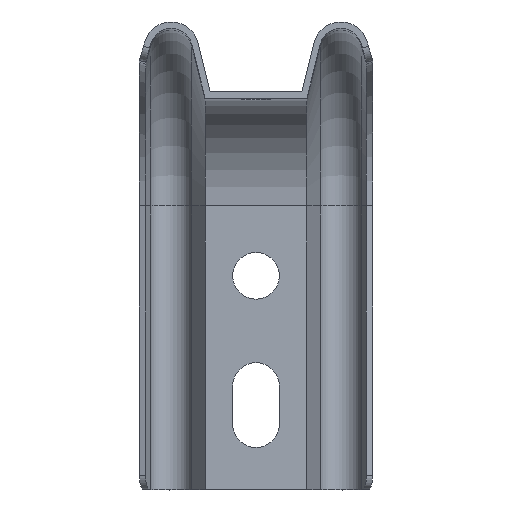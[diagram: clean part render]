
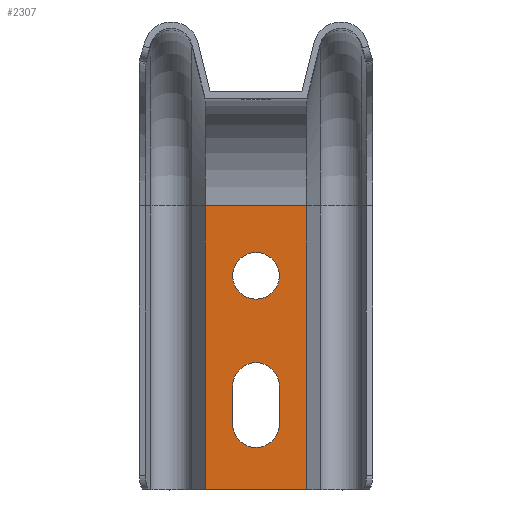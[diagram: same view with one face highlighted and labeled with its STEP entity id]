
A CAD part, top view. The second image highlights one B-rep face of the part: STEP entity #2307.
In plain terms, the highlighted planar face has unit normal (0, 0, 1).
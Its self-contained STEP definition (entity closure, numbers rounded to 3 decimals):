
#2 = ORIENTED_EDGE ( 'NONE', *, *, #1493, .F. ) ;
#31 = LINE ( 'NONE', #352, #87 ) ;
#33 = EDGE_CURVE ( 'NONE', #1952, #1245, #2059, .T. ) ;
#50 = ORIENTED_EDGE ( 'NONE', *, *, #1073, .F. ) ;
#69 = VECTOR ( 'NONE', #910, 1000. ) ;
#73 = DIRECTION ( 'NONE',  ( 0., 0., 1. ) ) ;
#87 = VECTOR ( 'NONE', #529, 1000. ) ;
#121 = CARTESIAN_POINT ( 'NONE',  ( -5.5, -76.5, -227. ) ) ;
#135 = DIRECTION ( 'NONE',  ( 0., 0., 1. ) ) ;
#144 = AXIS2_PLACEMENT_3D ( 'NONE', #1110, #73, #1289 ) ;
#157 = AXIS2_PLACEMENT_3D ( 'NONE', #1182, #135, #1356 ) ;
#199 = CARTESIAN_POINT ( 'NONE',  ( -12., -25., -227. ) ) ;
#314 = EDGE_CURVE ( 'NONE', #1737, #1952, #718, .T. ) ;
#337 = DIRECTION ( 'NONE',  ( 1., 0., 0. ) ) ;
#352 = CARTESIAN_POINT ( 'NONE',  ( 12., -25., -227. ) ) ;
#442 = DIRECTION ( 'NONE',  ( 0., 1., 0. ) ) ;
#456 = ORIENTED_EDGE ( 'NONE', *, *, #849, .F. ) ;
#512 = ORIENTED_EDGE ( 'NONE', *, *, #2304, .T. ) ;
#514 = CARTESIAN_POINT ( 'NONE',  ( 12., -92., -227. ) ) ;
#529 = DIRECTION ( 'NONE',  ( 0., -1., 0. ) ) ;
#552 = EDGE_LOOP ( 'NONE', ( #875 ) ) ;
#654 = CIRCLE ( 'NONE', #144, 5.5 ) ;
#682 = VERTEX_POINT ( 'NONE', #817 ) ;
#718 = LINE ( 'NONE', #1863, #2143 ) ;
#731 = DIRECTION ( 'NONE',  ( 0., 0., -1. ) ) ;
#733 = DIRECTION ( 'NONE',  ( 0., 0., -1. ) ) ;
#817 = CARTESIAN_POINT ( 'NONE',  ( -5.5, -76.5, -227. ) ) ;
#830 = VERTEX_POINT ( 'NONE', #2091 ) ;
#844 = AXIS2_PLACEMENT_3D ( 'NONE', #1424, #733, #1982 ) ;
#849 = EDGE_CURVE ( 'NONE', #1245, #682, #1825, .T. ) ;
#875 = ORIENTED_EDGE ( 'NONE', *, *, #1413, .T. ) ;
#879 = CIRCLE ( 'NONE', #898, 5.5 ) ;
#892 = FACE_OUTER_BOUND ( 'NONE', #1303, .T. ) ;
#898 = AXIS2_PLACEMENT_3D ( 'NONE', #1795, #731, #1981 ) ;
#910 = DIRECTION ( 'NONE',  ( 0., -1., 0. ) ) ;
#978 = ORIENTED_EDGE ( 'NONE', *, *, #1037, .T. ) ;
#1037 = EDGE_CURVE ( 'NONE', #830, #1213, #1590, .T. ) ;
#1044 = DIRECTION ( 'NONE',  ( 1., 0., 0. ) ) ;
#1073 = EDGE_CURVE ( 'NONE', #2040, #1694, #1914, .T. ) ;
#1076 = CARTESIAN_POINT ( 'NONE',  ( -5.5, -67.5, -227. ) ) ;
#1102 = EDGE_CURVE ( 'NONE', #1694, #1213, #31, .T. ) ;
#1110 = CARTESIAN_POINT ( 'NONE',  ( 0., -76.5, -227. ) ) ;
#1155 = EDGE_LOOP ( 'NONE', ( #1818, #2, #456, #1878 ) ) ;
#1182 = CARTESIAN_POINT ( 'NONE',  ( 0., -67.5, -227. ) ) ;
#1213 = VERTEX_POINT ( 'NONE', #2153 ) ;
#1245 = VERTEX_POINT ( 'NONE', #1076 ) ;
#1289 = DIRECTION ( 'NONE',  ( 1., 0., 0. ) ) ;
#1303 = EDGE_LOOP ( 'NONE', ( #50, #512, #978, #1435 ) ) ;
#1340 = VECTOR ( 'NONE', #1714, 1000. ) ;
#1350 = FACE_BOUND ( 'NONE', #1155, .T. ) ;
#1356 = DIRECTION ( 'NONE',  ( 1., 0., 0. ) ) ;
#1399 = LINE ( 'NONE', #199, #69 ) ;
#1413 = EDGE_CURVE ( 'NONE', #1774, #1774, #879, .T. ) ;
#1424 = CARTESIAN_POINT ( 'NONE',  ( 12., -25., -227. ) ) ;
#1435 = ORIENTED_EDGE ( 'NONE', *, *, #1102, .F. ) ;
#1478 = VECTOR ( 'NONE', #337, 1000. ) ;
#1493 = EDGE_CURVE ( 'NONE', #682, #1737, #654, .T. ) ;
#1590 = LINE ( 'NONE', #514, #1478 ) ;
#1694 = VERTEX_POINT ( 'NONE', #1864 ) ;
#1714 = DIRECTION ( 'NONE',  ( 0., -1., 0. ) ) ;
#1737 = VERTEX_POINT ( 'NONE', #1874 ) ;
#1750 = CARTESIAN_POINT ( 'NONE',  ( 12., -25., -227. ) ) ;
#1774 = VERTEX_POINT ( 'NONE', #2161 ) ;
#1795 = CARTESIAN_POINT ( 'NONE',  ( 0., -41.5, -227. ) ) ;
#1796 = PLANE ( 'NONE',  #844 ) ;
#1818 = ORIENTED_EDGE ( 'NONE', *, *, #314, .F. ) ;
#1825 = LINE ( 'NONE', #121, #1340 ) ;
#1863 = CARTESIAN_POINT ( 'NONE',  ( 5.5, -76.5, -227. ) ) ;
#1864 = CARTESIAN_POINT ( 'NONE',  ( 12., -25., -227. ) ) ;
#1874 = CARTESIAN_POINT ( 'NONE',  ( 5.5, -76.5, -227. ) ) ;
#1878 = ORIENTED_EDGE ( 'NONE', *, *, #33, .F. ) ;
#1914 = LINE ( 'NONE', #1750, #1969 ) ;
#1952 = VERTEX_POINT ( 'NONE', #2219 ) ;
#1969 = VECTOR ( 'NONE', #1044, 1000. ) ;
#1981 = DIRECTION ( 'NONE',  ( -1., 0., 0. ) ) ;
#1982 = DIRECTION ( 'NONE',  ( -1., 0., 0. ) ) ;
#2040 = VERTEX_POINT ( 'NONE', #2057 ) ;
#2057 = CARTESIAN_POINT ( 'NONE',  ( -12., -25., -227. ) ) ;
#2059 = CIRCLE ( 'NONE', #157, 5.5 ) ;
#2091 = CARTESIAN_POINT ( 'NONE',  ( -12., -92., -227. ) ) ;
#2143 = VECTOR ( 'NONE', #442, 1000. ) ;
#2153 = CARTESIAN_POINT ( 'NONE',  ( 12., -92., -227. ) ) ;
#2161 = CARTESIAN_POINT ( 'NONE',  ( -5.5, -41.5, -227. ) ) ;
#2219 = CARTESIAN_POINT ( 'NONE',  ( 5.5, -67.5, -227. ) ) ;
#2276 = FACE_BOUND ( 'NONE', #552, .T. ) ;
#2304 = EDGE_CURVE ( 'NONE', #2040, #830, #1399, .T. ) ;
#2307 = ADVANCED_FACE ( 'NONE', ( #2276, #1350, #892 ), #1796, .F. ) ;
